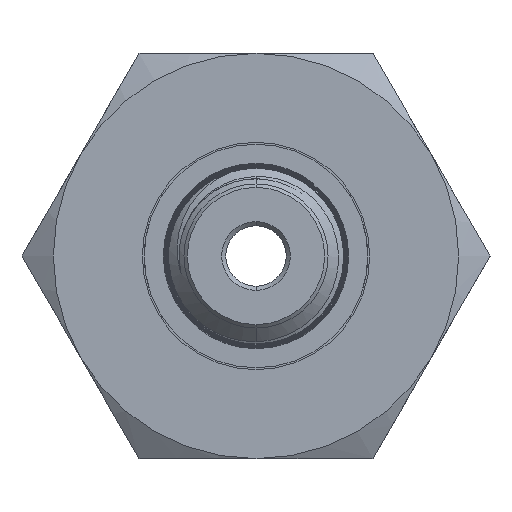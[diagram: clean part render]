
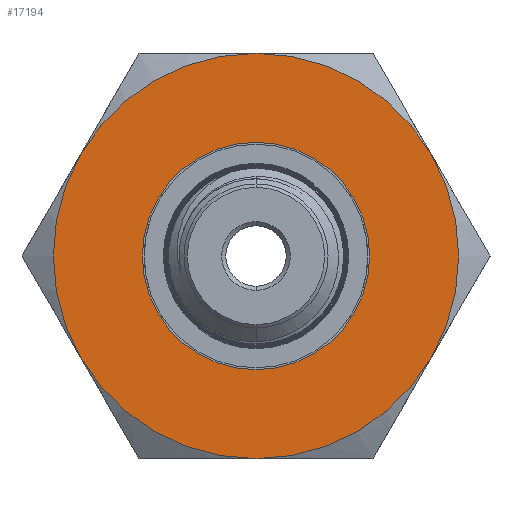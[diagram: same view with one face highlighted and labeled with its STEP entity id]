
A CAD part, left-side view. The second image highlights one B-rep face of the part: STEP entity #17194.
In plain terms, the highlighted planar face has unit normal (-1, 0, 0).
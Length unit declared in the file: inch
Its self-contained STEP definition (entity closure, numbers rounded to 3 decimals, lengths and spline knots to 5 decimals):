
#49 = AXIS2_PLACEMENT_3D ( 'NONE', #10703, #15344, #13615 ) ;
#77 = DIRECTION ( 'NONE',  ( 0., 0., -1. ) ) ;
#976 = CARTESIAN_POINT ( 'NONE',  ( -0.7875, 0., 0. ) ) ;
#1983 = CARTESIAN_POINT ( 'NONE',  ( -0.7875, 0., 0. ) ) ;
#2040 = CIRCLE ( 'NONE', #4733, 0.33125 ) ;
#2095 = DIRECTION ( 'NONE',  ( 0., 0., -1. ) ) ;
#2115 = ORIENTED_EDGE ( 'NONE', *, *, #16221, .T. ) ;
#2823 = CIRCLE ( 'NONE', #49, 0.59055 ) ;
#3067 = CIRCLE ( 'NONE', #4024, 0.59055 ) ;
#3322 = DIRECTION ( 'NONE',  ( 0., 0., -1. ) ) ;
#3491 = ORIENTED_EDGE ( 'NONE', *, *, #17332, .T. ) ;
#3933 = CARTESIAN_POINT ( 'NONE',  ( -0.7875, -0.51143, -0.29528 ) ) ;
#4024 = AXIS2_PLACEMENT_3D ( 'NONE', #12299, #15687, #17295 ) ;
#4077 = CIRCLE ( 'NONE', #8586, 0.59055 ) ;
#4218 = EDGE_LOOP ( 'NONE', ( #16303, #3491 ) ) ;
#4659 = FACE_OUTER_BOUND ( 'NONE', #6162, .T. ) ;
#4733 = AXIS2_PLACEMENT_3D ( 'NONE', #7795, #11173, #3322 ) ;
#4908 = CARTESIAN_POINT ( 'NONE',  ( -0.7875, 0., 0.59055 ) ) ;
#4998 = DIRECTION ( 'NONE',  ( -1., 0., 0. ) ) ;
#5592 = DIRECTION ( 'NONE',  ( 0., 0., -1. ) ) ;
#5912 = DIRECTION ( 'NONE',  ( 1., 0., 0. ) ) ;
#6162 = EDGE_LOOP ( 'NONE', ( #14224, #10872, #12617, #2115, #7679, #10244 ) ) ;
#6688 = CARTESIAN_POINT ( 'NONE',  ( -0.7875, 0.51143, 0.29528 ) ) ;
#7557 = DIRECTION ( 'NONE',  ( 0., 0., -1. ) ) ;
#7679 = ORIENTED_EDGE ( 'NONE', *, *, #15667, .T. ) ;
#7718 = EDGE_CURVE ( 'NONE', #8096, #8176, #4077, .T. ) ;
#7795 = CARTESIAN_POINT ( 'NONE',  ( -0.7875, 0., 0. ) ) ;
#8096 = VERTEX_POINT ( 'NONE', #8409 ) ;
#8176 = VERTEX_POINT ( 'NONE', #3933 ) ;
#8409 = CARTESIAN_POINT ( 'NONE',  ( -0.7875, 0., -0.59055 ) ) ;
#8494 = CARTESIAN_POINT ( 'NONE',  ( -0.7875, 0., 0. ) ) ;
#8586 = AXIS2_PLACEMENT_3D ( 'NONE', #17334, #4998, #77 ) ;
#8998 = CIRCLE ( 'NONE', #13299, 0.59055 ) ;
#9040 = VERTEX_POINT ( 'NONE', #10566 ) ;
#9132 = EDGE_CURVE ( 'NONE', #14822, #16535, #2823, .T. ) ;
#9674 = CIRCLE ( 'NONE', #17413, 0.59055 ) ;
#9695 = DIRECTION ( 'NONE',  ( -1., 0., 0. ) ) ;
#9697 = CARTESIAN_POINT ( 'NONE',  ( -0.7875, 0.51143, -0.29528 ) ) ;
#10244 = ORIENTED_EDGE ( 'NONE', *, *, #9132, .T. ) ;
#10325 = CARTESIAN_POINT ( 'NONE',  ( -0.7875, 0., -0.33125 ) ) ;
#10501 = AXIS2_PLACEMENT_3D ( 'NONE', #17865, #12961, #16138 ) ;
#10566 = CARTESIAN_POINT ( 'NONE',  ( -0.7875, -0.51143, 0.29528 ) ) ;
#10703 = CARTESIAN_POINT ( 'NONE',  ( -0.7875, 0., 0. ) ) ;
#10765 = CIRCLE ( 'NONE', #10501, 0.33125 ) ;
#10872 = ORIENTED_EDGE ( 'NONE', *, *, #7718, .T. ) ;
#11173 = DIRECTION ( 'NONE',  ( 1., 0., 0. ) ) ;
#11282 = FACE_BOUND ( 'NONE', #4218, .T. ) ;
#11657 = DIRECTION ( 'NONE',  ( -1., 0., 0. ) ) ;
#11955 = PLANE ( 'NONE',  #13047 ) ;
#12299 = CARTESIAN_POINT ( 'NONE',  ( -0.7875, 0., 0. ) ) ;
#12617 = ORIENTED_EDGE ( 'NONE', *, *, #18597, .T. ) ;
#12961 = DIRECTION ( 'NONE',  ( 1., 0., 0. ) ) ;
#13047 = AXIS2_PLACEMENT_3D ( 'NONE', #15351, #5912, #7557 ) ;
#13299 = AXIS2_PLACEMENT_3D ( 'NONE', #1983, #9695, #19061 ) ;
#13531 = EDGE_CURVE ( 'NONE', #8096, #16535, #3067, .T. ) ;
#13615 = DIRECTION ( 'NONE',  ( 0., 0., -1. ) ) ;
#13886 = CIRCLE ( 'NONE', #17806, 0.59055 ) ;
#14074 = VERTEX_POINT ( 'NONE', #16488 ) ;
#14224 = ORIENTED_EDGE ( 'NONE', *, *, #13531, .F. ) ;
#14822 = VERTEX_POINT ( 'NONE', #6688 ) ;
#15038 = DIRECTION ( 'NONE',  ( -1., 0., 0. ) ) ;
#15344 = DIRECTION ( 'NONE',  ( -1., 0., 0. ) ) ;
#15351 = CARTESIAN_POINT ( 'NONE',  ( -0.7875, 0., 0. ) ) ;
#15667 = EDGE_CURVE ( 'NONE', #17835, #14822, #13886, .T. ) ;
#15687 = DIRECTION ( 'NONE',  ( 1., 0., 0. ) ) ;
#15775 = VERTEX_POINT ( 'NONE', #10325 ) ;
#16032 = EDGE_CURVE ( 'NONE', #15775, #14074, #2040, .T. ) ;
#16138 = DIRECTION ( 'NONE',  ( 0., 0., -1. ) ) ;
#16221 = EDGE_CURVE ( 'NONE', #9040, #17835, #9674, .T. ) ;
#16303 = ORIENTED_EDGE ( 'NONE', *, *, #16032, .T. ) ;
#16488 = CARTESIAN_POINT ( 'NONE',  ( -0.7875, 0., 0.33125 ) ) ;
#16535 = VERTEX_POINT ( 'NONE', #9697 ) ;
#17194 = ADVANCED_FACE ( 'NONE', ( #11282, #4659 ), #11955, .F. ) ;
#17295 = DIRECTION ( 'NONE',  ( 0., 0., -1. ) ) ;
#17332 = EDGE_CURVE ( 'NONE', #14074, #15775, #10765, .T. ) ;
#17334 = CARTESIAN_POINT ( 'NONE',  ( -0.7875, 0., 0. ) ) ;
#17413 = AXIS2_PLACEMENT_3D ( 'NONE', #8494, #11657, #2095 ) ;
#17806 = AXIS2_PLACEMENT_3D ( 'NONE', #976, #15038, #5592 ) ;
#17835 = VERTEX_POINT ( 'NONE', #4908 ) ;
#17865 = CARTESIAN_POINT ( 'NONE',  ( -0.7875, 0., 0. ) ) ;
#18597 = EDGE_CURVE ( 'NONE', #8176, #9040, #8998, .T. ) ;
#19061 = DIRECTION ( 'NONE',  ( 0., 0., -1. ) ) ;
